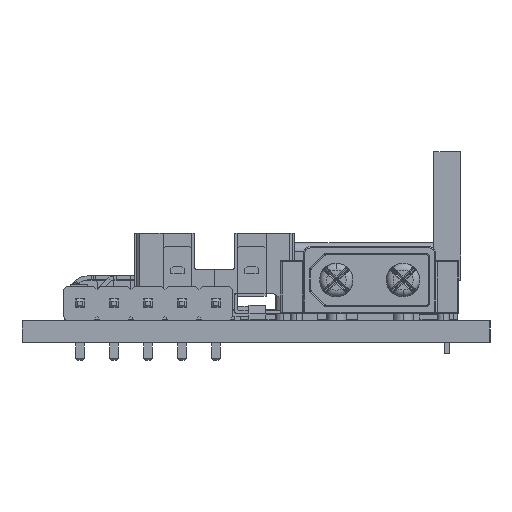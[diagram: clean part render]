
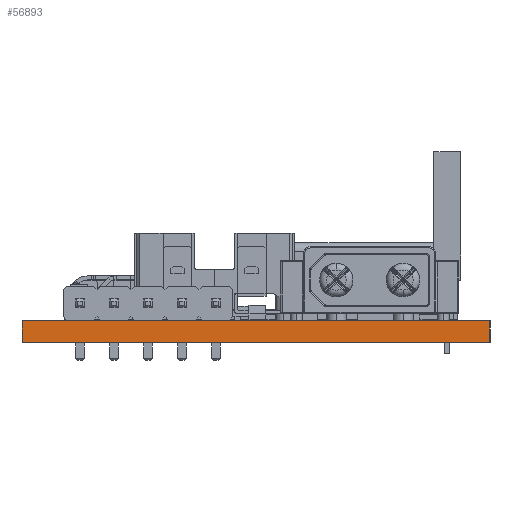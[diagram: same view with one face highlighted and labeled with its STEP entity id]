
A CAD part, left-side view. The second image highlights one B-rep face of the part: STEP entity #56893.
In plain terms, the highlighted planar face has unit normal (-1, 0, 0).
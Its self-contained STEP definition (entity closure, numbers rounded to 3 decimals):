
#56837 = VERTEX_POINT('',#56838);
#56838 = CARTESIAN_POINT('',(50.,-85.,1.6));
#56844 = EDGE_CURVE('',#56845,#56837,#56847,.T.);
#56845 = VERTEX_POINT('',#56846);
#56846 = CARTESIAN_POINT('',(50.,-85.,0.));
#56847 = LINE('',#56848,#56849);
#56848 = CARTESIAN_POINT('',(50.,-85.,0.));
#56849 = VECTOR('',#56850,1.);
#56850 = DIRECTION('',(0.,0.,1.));
#56893 = ADVANCED_FACE('',(#56894),#56919,.T.);
#56894 = FACE_BOUND('',#56895,.T.);
#56895 = EDGE_LOOP('',(#56896,#56897,#56905,#56913));
#56896 = ORIENTED_EDGE('',*,*,#56844,.T.);
#56897 = ORIENTED_EDGE('',*,*,#56898,.T.);
#56898 = EDGE_CURVE('',#56837,#56899,#56901,.T.);
#56899 = VERTEX_POINT('',#56900);
#56900 = CARTESIAN_POINT('',(50.,-50.,1.6));
#56901 = LINE('',#56902,#56903);
#56902 = CARTESIAN_POINT('',(50.,-85.,1.6));
#56903 = VECTOR('',#56904,1.);
#56904 = DIRECTION('',(0.,1.,0.));
#56905 = ORIENTED_EDGE('',*,*,#56906,.F.);
#56906 = EDGE_CURVE('',#56907,#56899,#56909,.T.);
#56907 = VERTEX_POINT('',#56908);
#56908 = CARTESIAN_POINT('',(50.,-50.,0.));
#56909 = LINE('',#56910,#56911);
#56910 = CARTESIAN_POINT('',(50.,-50.,0.));
#56911 = VECTOR('',#56912,1.);
#56912 = DIRECTION('',(0.,0.,1.));
#56913 = ORIENTED_EDGE('',*,*,#56914,.F.);
#56914 = EDGE_CURVE('',#56845,#56907,#56915,.T.);
#56915 = LINE('',#56916,#56917);
#56916 = CARTESIAN_POINT('',(50.,-85.,0.));
#56917 = VECTOR('',#56918,1.);
#56918 = DIRECTION('',(0.,1.,0.));
#56919 = PLANE('',#56920);
#56920 = AXIS2_PLACEMENT_3D('',#56921,#56922,#56923);
#56921 = CARTESIAN_POINT('',(50.,-85.,0.));
#56922 = DIRECTION('',(-1.,0.,0.));
#56923 = DIRECTION('',(0.,1.,0.));
